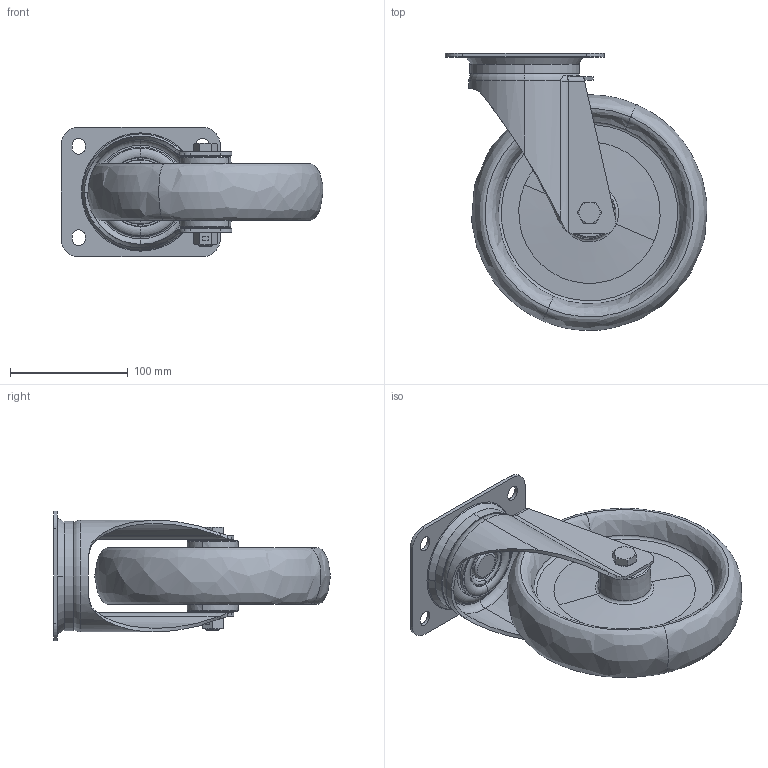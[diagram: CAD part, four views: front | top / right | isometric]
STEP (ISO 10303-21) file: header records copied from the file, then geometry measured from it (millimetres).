
FILE_DESCRIPTION (( 'STEP AP214' ), '1' );
FILE_NAME ('0056077.step', '2023-06-28T08:17:11', ( '' ), ( '' ), 'SwSTEP 2.0', 'SolidWorks 2020', '' );
FILE_SCHEMA (( 'AUTOMOTIVE_DESIGN' ));
Length unit declared in the file: millimetre
Products named in the file (1): 0056077
Bounding box: 222.17 x 234.96 x 110 mm (x, y, z)
Volume: 849164.5 mm3; surface area: 237661.9 mm2
Topology: 17 solids, 17 shells, 524 faces, 1232 edges, 753 vertices
Faces by surface type: plane 191, torus 100, cylinder 76, cone 68, bspline 65, sphere 24
Entity records: 25399 total; most frequent: CARTESIAN_POINT 7875, DIRECTION 2390, ORIENTED_EDGE 2368, EDGE_CURVE 1184, AXIS2_PLACEMENT_3D 929, VERTEX_POINT 729, EDGE_LOOP 585, UNCERTAINTY_MEASURE_WITH_UNIT 543
